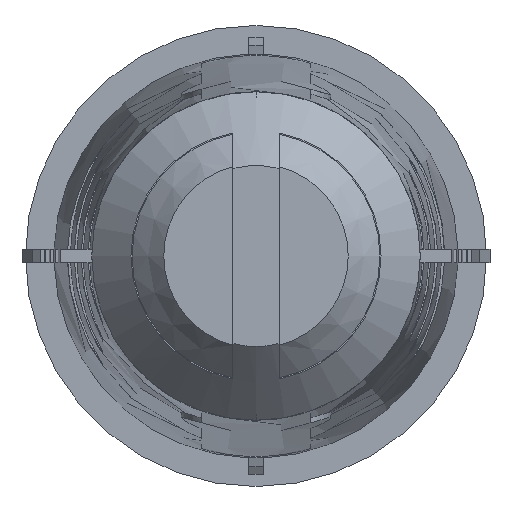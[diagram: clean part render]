
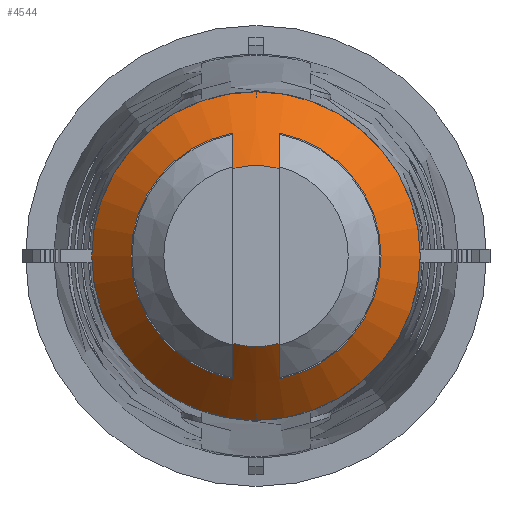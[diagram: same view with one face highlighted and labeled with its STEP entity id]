
A CAD part, left-side view. The second image highlights one B-rep face of the part: STEP entity #4544.
In plain terms, the highlighted conical face has half-angle 45 degrees and reference radius 3.14 mm.
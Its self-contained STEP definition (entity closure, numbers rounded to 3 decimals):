
#759=B_SPLINE_CURVE_WITH_KNOTS('',3,(#6141,#6142,#6143,#6144),
 .UNSPECIFIED.,.F.,.F.,(4,4),(0.,0.002),
 .UNSPECIFIED.);
#760=B_SPLINE_CURVE_WITH_KNOTS('',3,(#6148,#6149,#6150,#6151),
 .UNSPECIFIED.,.F.,.F.,(4,4),(0.009,0.011),
 .UNSPECIFIED.);
#763=B_SPLINE_CURVE_WITH_KNOTS('',3,(#6170,#6171,#6172,#6173),
 .UNSPECIFIED.,.F.,.F.,(4,4),(0.,0.002),
 .UNSPECIFIED.);
#764=B_SPLINE_CURVE_WITH_KNOTS('',3,(#6177,#6178,#6179,#6180),
 .UNSPECIFIED.,.F.,.F.,(4,4),(0.009,0.011),
 .UNSPECIFIED.);
#1407=ORIENTED_EDGE('',*,*,#2222,.F.);
#1408=ORIENTED_EDGE('',*,*,#2026,.F.);
#1409=ORIENTED_EDGE('',*,*,#2229,.F.);
#1410=ORIENTED_EDGE('',*,*,#2028,.F.);
#1411=ORIENTED_EDGE('',*,*,#2228,.T.);
#1412=ORIENTED_EDGE('',*,*,#2018,.F.);
#1413=ORIENTED_EDGE('',*,*,#2230,.F.);
#1414=ORIENTED_EDGE('',*,*,#2020,.F.);
#1415=ORIENTED_EDGE('',*,*,#2227,.T.);
#2018=EDGE_CURVE('',#2510,#2511,#759,.T.);
#2020=EDGE_CURVE('',#2512,#2505,#760,.T.);
#2026=EDGE_CURVE('',#2518,#2519,#763,.T.);
#2028=EDGE_CURVE('',#2520,#2514,#764,.T.);
#2222=EDGE_CURVE('',#2642,#2642,#2751,.T.);
#2227=EDGE_CURVE('',#2512,#2519,#2755,.T.);
#2228=EDGE_CURVE('',#2520,#2511,#2756,.T.);
#2229=EDGE_CURVE('',#2514,#2518,#2757,.T.);
#2230=EDGE_CURVE('',#2505,#2510,#2758,.T.);
#2505=VERTEX_POINT('',#6125);
#2510=VERTEX_POINT('',#6140);
#2511=VERTEX_POINT('',#6145);
#2512=VERTEX_POINT('',#6147);
#2514=VERTEX_POINT('',#6155);
#2518=VERTEX_POINT('',#6169);
#2519=VERTEX_POINT('',#6174);
#2520=VERTEX_POINT('',#6176);
#2642=VERTEX_POINT('',#6993);
#2751=CIRCLE('',#4785,5.7);
#2755=CIRCLE('',#4793,3.14);
#2756=CIRCLE('',#4794,3.14);
#2757=CIRCLE('',#4796,4.34);
#2758=CIRCLE('',#4797,4.34);
#2859=EDGE_LOOP('',(#1407));
#2860=EDGE_LOOP('',(#1408,#1409,#1410,#1411,#1412,#1413,#1414,#1415));
#3059=FACE_BOUND('',#2859,.T.);
#3060=FACE_BOUND('',#2860,.T.);
#3170=CONICAL_SURFACE('',#4795,3.14,0.785);
#4544=ADVANCED_FACE('',(#3059,#3060),#3170,.T.);
#4785=AXIS2_PLACEMENT_3D('',#6992,#5274,#5275);
#4793=AXIS2_PLACEMENT_3D('',#7003,#5291,#5292);
#4794=AXIS2_PLACEMENT_3D('',#7004,#5293,#5294);
#4795=AXIS2_PLACEMENT_3D('',#7005,#5295,#5296);
#4796=AXIS2_PLACEMENT_3D('',#7006,#5297,#5298);
#4797=AXIS2_PLACEMENT_3D('',#7007,#5299,#5300);
#5274=DIRECTION('',(1.,0.,0.));
#5275=DIRECTION('',(0.,0.,-1.));
#5291=DIRECTION('',(1.,0.,0.));
#5292=DIRECTION('',(0.,0.,-1.));
#5293=DIRECTION('',(1.,0.,0.));
#5294=DIRECTION('',(0.,0.,-1.));
#5295=DIRECTION('',(1.,0.,0.));
#5296=DIRECTION('',(0.,0.,-1.));
#5297=DIRECTION('',(-1.,0.,0.));
#5298=DIRECTION('',(0.,0.,1.));
#5299=DIRECTION('',(-1.,0.,0.));
#5300=DIRECTION('',(0.,0.,1.));
#6125=CARTESIAN_POINT('',(-58.8,0.8,4.266));
#6140=CARTESIAN_POINT('',(-58.8,0.8,-4.266));
#6141=CARTESIAN_POINT('',(-58.8,0.8,-4.266));
#6142=CARTESIAN_POINT('',(-59.201,0.8,-3.857));
#6143=CARTESIAN_POINT('',(-59.602,0.8,-3.448));
#6144=CARTESIAN_POINT('',(-60.,0.8,-3.036));
#6145=CARTESIAN_POINT('',(-60.,0.8,-3.036));
#6147=CARTESIAN_POINT('',(-60.,0.8,3.036));
#6148=CARTESIAN_POINT('',(-60.,0.8,3.036));
#6149=CARTESIAN_POINT('',(-59.602,0.8,3.448));
#6150=CARTESIAN_POINT('',(-59.201,0.8,3.857));
#6151=CARTESIAN_POINT('',(-58.8,0.8,4.266));
#6155=CARTESIAN_POINT('',(-58.8,-0.8,-4.266));
#6169=CARTESIAN_POINT('',(-58.8,-0.8,4.266));
#6170=CARTESIAN_POINT('',(-58.8,-0.8,4.266));
#6171=CARTESIAN_POINT('',(-59.201,-0.8,3.857));
#6172=CARTESIAN_POINT('',(-59.602,-0.8,3.448));
#6173=CARTESIAN_POINT('',(-60.,-0.8,3.036));
#6174=CARTESIAN_POINT('',(-60.,-0.8,3.036));
#6176=CARTESIAN_POINT('',(-60.,-0.8,-3.036));
#6177=CARTESIAN_POINT('',(-60.,-0.8,-3.036));
#6178=CARTESIAN_POINT('',(-59.602,-0.8,-3.448));
#6179=CARTESIAN_POINT('',(-59.201,-0.8,-3.857));
#6180=CARTESIAN_POINT('',(-58.8,-0.8,-4.266));
#6992=CARTESIAN_POINT('',(-57.44,0.,0.));
#6993=CARTESIAN_POINT('',(-57.44,0.,-5.7));
#7003=CARTESIAN_POINT('',(-60.,0.,0.));
#7004=CARTESIAN_POINT('',(-60.,0.,0.));
#7005=CARTESIAN_POINT('',(-60.,0.,0.));
#7006=CARTESIAN_POINT('',(-58.8,0.,0.));
#7007=CARTESIAN_POINT('',(-58.8,0.,0.));
